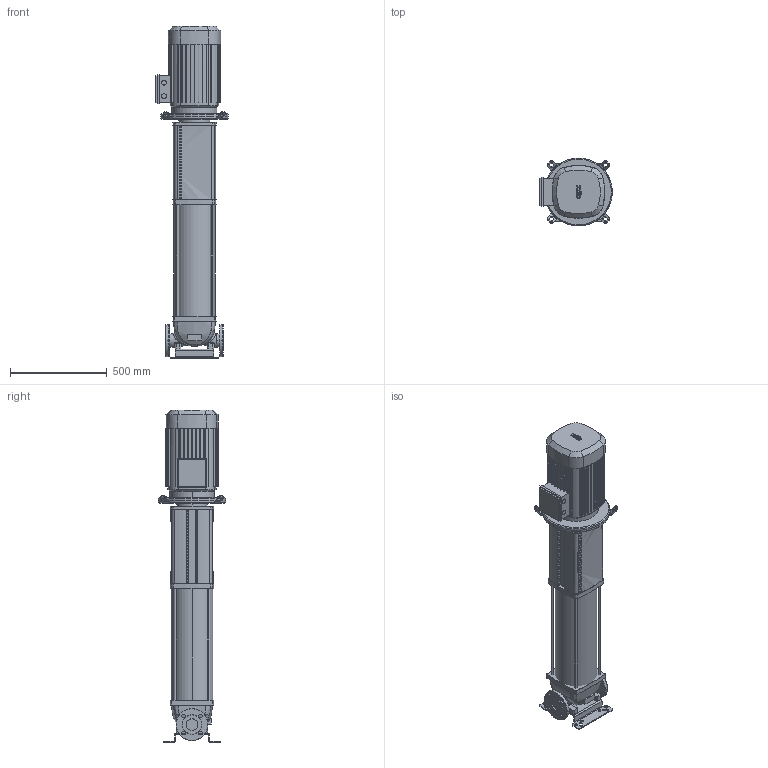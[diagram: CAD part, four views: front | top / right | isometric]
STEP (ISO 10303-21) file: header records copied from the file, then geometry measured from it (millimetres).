
FILE_DESCRIPTION((''),'2;1');
FILE_NAME('3d_HELIXV2213-2_25_V-4139791.stp','2016-08-24T09:04:48',(''),(''),'Mechanical Desktop 2009','Mechanical Desktop 2009',', , ');
FILE_SCHEMA(('CONFIG_CONTROL_DESIGN'));
Length unit declared in the file: millimetre
Products named in the file (1): Product
Bounding box: 375 x 350 x 1714.2 mm (x, y, z)
Volume: 65801988 mm3; surface area: 3132039.6 mm2
Topology: 18 solids, 18 shells, 1376 faces, 3780 edges, 2469 vertices
Faces by surface type: bspline 647, plane 444, cylinder 211, torus 42, cone 32
Entity records: 49472 total; most frequent: CARTESIAN_POINT 15079, ORIENTED_EDGE 7560, DIRECTION 6125, EDGE_CURVE 3780, VECTOR 2603, LINE 2603, VERTEX_POINT 2469, AXIS2_PLACEMENT_3D 1761
